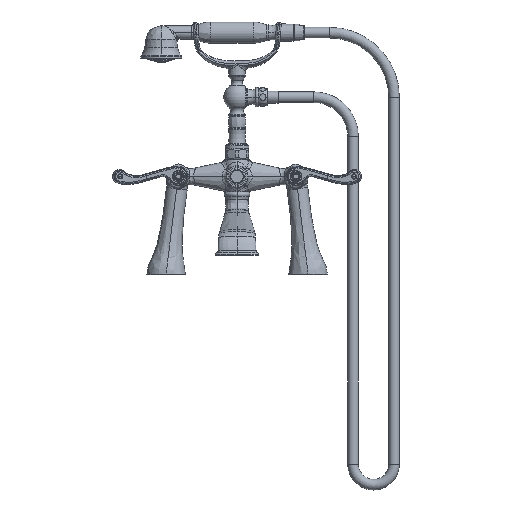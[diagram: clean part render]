
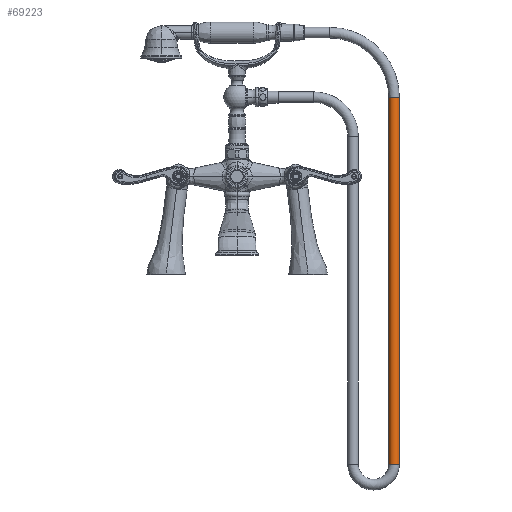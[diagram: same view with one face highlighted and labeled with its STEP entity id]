
A CAD part, top view. The second image highlights one B-rep face of the part: STEP entity #69223.
In plain terms, the highlighted cylindrical face has radius 6.858 mm (diameter 13.716 mm), a partial arc.
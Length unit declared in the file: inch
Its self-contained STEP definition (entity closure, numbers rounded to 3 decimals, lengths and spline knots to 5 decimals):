
#18325=DIRECTION('',(0.,-1.,0.));
#18326=VECTOR('',#18325,18.713);
#18327=CARTESIAN_POINT('',(7.73343,4.04961,0.));
#18328=LINE('',#18327,#18326);
#18329=CARTESIAN_POINT('',(8.00343,4.04961,0.));
#18330=DIRECTION('',(0.,-1.,0.));
#18331=DIRECTION('',(1.,0.,0.));
#18332=AXIS2_PLACEMENT_3D('',#18329,#18330,#18331);
#18334=DIRECTION('',(0.,-1.,0.));
#18335=VECTOR('',#18334,18.713);
#18336=CARTESIAN_POINT('',(8.27343,4.04961,0.));
#18337=LINE('',#18336,#18335);
#18338=CARTESIAN_POINT('',(8.00343,-14.66339,0.));
#18339=DIRECTION('',(0.,-1.,0.));
#18340=DIRECTION('',(1.,0.,0.));
#18341=AXIS2_PLACEMENT_3D('',#18338,#18339,#18340);
#20566=CARTESIAN_POINT('',(7.73343,4.04961,0.));
#20567=CARTESIAN_POINT('',(8.27343,4.04961,0.));
#20568=VERTEX_POINT('',#20566);
#20569=VERTEX_POINT('',#20567);
#20570=CARTESIAN_POINT('',(7.73343,-14.66339,0.));
#20571=VERTEX_POINT('',#20570);
#20572=CARTESIAN_POINT('',(8.27343,-14.66339,0.));
#20573=VERTEX_POINT('',#20572);
#69211=CARTESIAN_POINT('',(8.00343,4.04961,0.));
#69212=DIRECTION('',(0.,-1.,0.));
#69213=DIRECTION('',(-1.,0.,0.));
#69214=AXIS2_PLACEMENT_3D('',#69211,#69212,#69213);
#69215=CYLINDRICAL_SURFACE('',#69214,0.27);
#69216=ORIENTED_EDGE('',*,*,#69176,.F.);
#69217=ORIENTED_EDGE('',*,*,#69206,.T.);
#69219=ORIENTED_EDGE('',*,*,#69218,.T.);
#69220=ORIENTED_EDGE('',*,*,#69202,.F.);
#69221=EDGE_LOOP('',(#69216,#69217,#69219,#69220));
#69222=FACE_OUTER_BOUND('',#69221,.F.);
#69223=ADVANCED_FACE('',(#69222),#69215,.T.);
#18333=CIRCLE('',#18332,0.27);
#18342=CIRCLE('',#18341,0.27);
#69176=EDGE_CURVE('',#20569,#20568,#18333,.T.);
#69202=EDGE_CURVE('',#20568,#20571,#18328,.T.);
#69206=EDGE_CURVE('',#20569,#20573,#18337,.T.);
#69218=EDGE_CURVE('',#20573,#20571,#18342,.T.);
